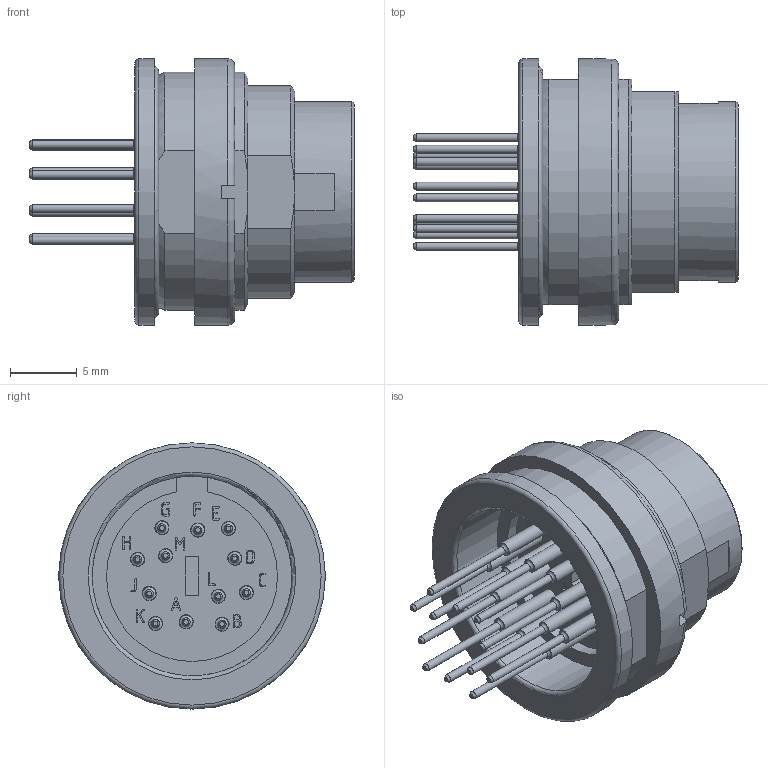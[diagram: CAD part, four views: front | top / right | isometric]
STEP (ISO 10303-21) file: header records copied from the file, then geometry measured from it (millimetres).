
FILE_DESCRIPTION(/* description */ (''),/* implementation_level */ '2;1');
FILE_NAME(/* name */ '09_0131_90_12_001_01.stp',/* time_stamp */ '2013-06-12T10:14:06+02:00',/* author */ (''),/* organization */ (''),/* preprocessor_version */ 'ST-DEVELOPER v14',/* originating_system */ 'SIEMENS PLM Software NX 8.0',/* authorisation */ '');
FILE_SCHEMA (('AUTOMOTIVE_DESIGN { 1 0 10303 214 3 1 1 1 }'));
Length unit declared in the file: millimetre
Products named in the file (1): kbor0FBC9E099pbl
Bounding box: 24.4 x 20 x 20 mm (x, y, z)
Volume: 2257.2 mm3; surface area: 2692.1 mm2
Topology: 1 solids, 1 shells, 263 faces, 638 edges, 412 vertices
Faces by surface type: plane 108, cylinder 57, extrusion 45, cone 22, torus 18, sphere 12, bspline 1
Full cylindrical faces by diameter (mm): 0.6 x12, 1 x12, 1.05 x12, 12 x1, 13.6 x1, 15 x1, 20 x2
Entity records: 7980 total; most frequent: CARTESIAN_POINT 2660, ORIENTED_EDGE 1002, DIRECTION 971, EDGE_CURVE 501, EDGE_LOOP 392, AXIS2_PLACEMENT_3D 385, VERTEX_POINT 369, ADVANCED_FACE 263
